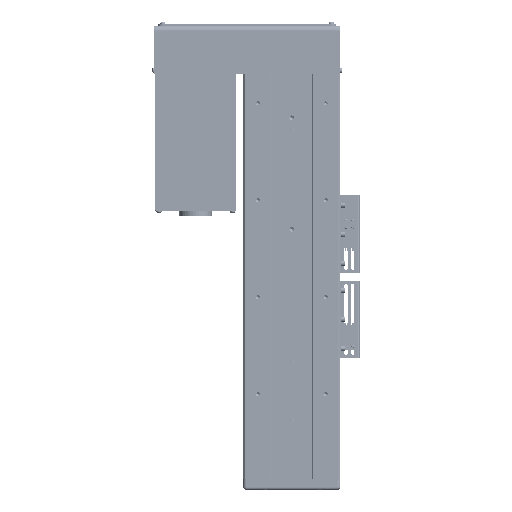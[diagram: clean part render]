
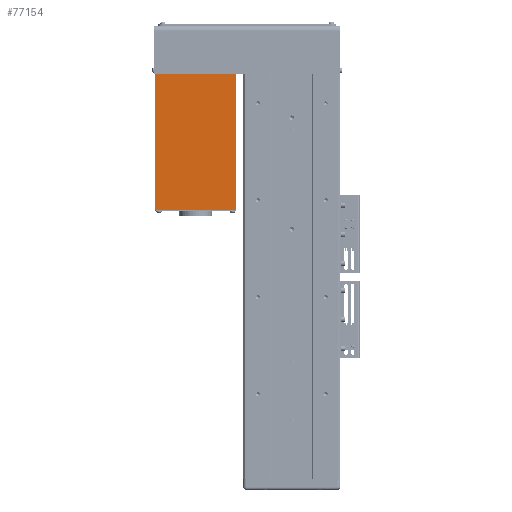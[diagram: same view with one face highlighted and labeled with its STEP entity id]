
A CAD part, front view. The second image highlights one B-rep face of the part: STEP entity #77154.
In plain terms, the highlighted face is planar.
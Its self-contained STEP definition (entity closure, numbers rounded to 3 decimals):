
#12717 = CARTESIAN_POINT ( 'NONE',  ( 42., 33.5, 140. ) ) ;
#13312 = EDGE_LOOP ( 'NONE', ( #67606, #16096, #64712, #43980 ) ) ;
#16096 = ORIENTED_EDGE ( 'NONE', *, *, #24260, .F. ) ;
#21578 = DIRECTION ( 'NONE',  ( 0., -1., 0. ) ) ;
#22018 = EDGE_CURVE ( 'NONE', #69215, #50270, #28850, .T. ) ;
#22220 = CARTESIAN_POINT ( 'NONE',  ( 42., 33.5, 0. ) ) ;
#24260 = EDGE_CURVE ( 'NONE', #50418, #50270, #29828, .T. ) ;
#24594 = LINE ( 'NONE', #79879, #68612 ) ;
#28850 = LINE ( 'NONE', #62718, #70147 ) ;
#29828 = LINE ( 'NONE', #50691, #79412 ) ;
#33760 = LINE ( 'NONE', #38274, #83319 ) ;
#38274 = CARTESIAN_POINT ( 'NONE',  ( 42., 33.5, 140. ) ) ;
#41080 = CARTESIAN_POINT ( 'NONE',  ( -42., 33.5, 0. ) ) ;
#42459 = FACE_OUTER_BOUND ( 'NONE', #13312, .T. ) ;
#43214 = CARTESIAN_POINT ( 'NONE',  ( 42., 33.5, 140. ) ) ;
#43980 = ORIENTED_EDGE ( 'NONE', *, *, #63349, .T. ) ;
#47132 = DIRECTION ( 'NONE',  ( 0., 0., -1. ) ) ;
#48916 = VERTEX_POINT ( 'NONE', #43214 ) ;
#50270 = VERTEX_POINT ( 'NONE', #41080 ) ;
#50418 = VERTEX_POINT ( 'NONE', #112459 ) ;
#50691 = CARTESIAN_POINT ( 'NONE',  ( -42., 33.5, 140. ) ) ;
#51115 = DIRECTION ( 'NONE',  ( 0., 0., -1. ) ) ;
#60316 = EDGE_CURVE ( 'NONE', #48916, #50418, #24594, .T. ) ;
#62481 = DIRECTION ( 'NONE',  ( -1., 0., 0. ) ) ;
#62718 = CARTESIAN_POINT ( 'NONE',  ( 42., 33.5, 0. ) ) ;
#63349 = EDGE_CURVE ( 'NONE', #48916, #69215, #33760, .T. ) ;
#64712 = ORIENTED_EDGE ( 'NONE', *, *, #60316, .F. ) ;
#65395 = PLANE ( 'NONE',  #85315 ) ;
#67606 = ORIENTED_EDGE ( 'NONE', *, *, #22018, .T. ) ;
#68612 = VECTOR ( 'NONE', #88679, 1000. ) ;
#69215 = VERTEX_POINT ( 'NONE', #22220 ) ;
#70147 = VECTOR ( 'NONE', #62481, 1000. ) ;
#77154 = ADVANCED_FACE ( 'NONE', ( #42459 ), #65395, .F. ) ;
#79412 = VECTOR ( 'NONE', #51115, 1000. ) ;
#79879 = CARTESIAN_POINT ( 'NONE',  ( 42., 33.5, 140. ) ) ;
#83104 = DIRECTION ( 'NONE',  ( 0., 0., -1. ) ) ;
#83319 = VECTOR ( 'NONE', #47132, 1000. ) ;
#85315 = AXIS2_PLACEMENT_3D ( 'NONE', #12717, #21578, #83104 ) ;
#88679 = DIRECTION ( 'NONE',  ( -1., 0., 0. ) ) ;
#112459 = CARTESIAN_POINT ( 'NONE',  ( -42., 33.5, 140. ) ) ;
